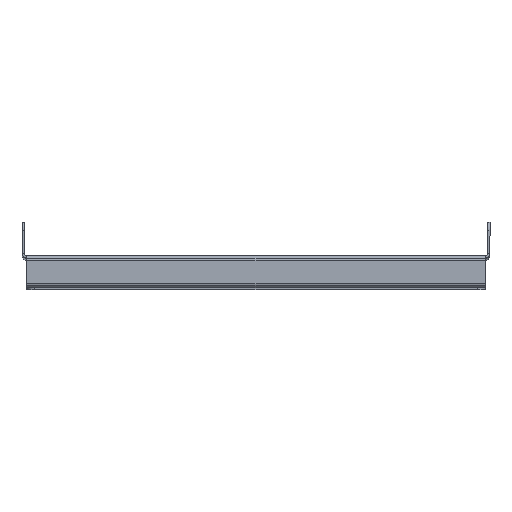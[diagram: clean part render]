
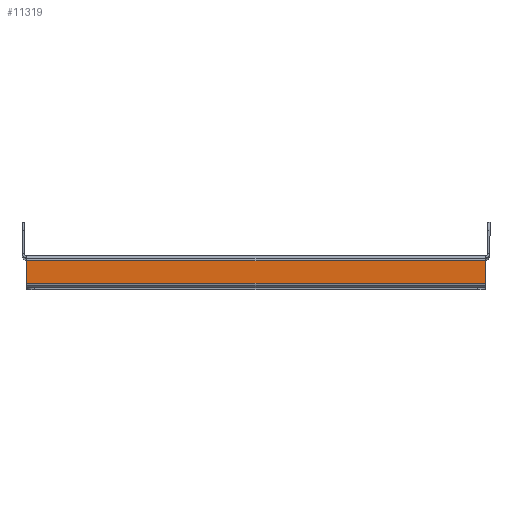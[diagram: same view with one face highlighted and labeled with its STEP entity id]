
A CAD part, top view. The second image highlights one B-rep face of the part: STEP entity #11319.
In plain terms, the highlighted planar face has unit normal (0, 0, 1).
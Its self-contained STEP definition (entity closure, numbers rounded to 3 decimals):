
#313 = CARTESIAN_POINT ( 'NONE',  ( -143., -3., 348.5 ) ) ;
#721 = LINE ( 'NONE', #11050, #2417 ) ;
#1584 = DIRECTION ( 'NONE',  ( 0., 1., 0. ) ) ;
#1955 = DIRECTION ( 'NONE',  ( 0., 0., 1. ) ) ;
#2024 = CARTESIAN_POINT ( 'NONE',  ( 0., 0., 348.5 ) ) ;
#2233 = CARTESIAN_POINT ( 'NONE',  ( 143., -3., 348.5 ) ) ;
#2417 = VECTOR ( 'NONE', #7987, 1000. ) ;
#2509 = CARTESIAN_POINT ( 'NONE',  ( -143., -17., 348.5 ) ) ;
#2619 = ORIENTED_EDGE ( 'NONE', *, *, #7102, .F. ) ;
#2866 = ORIENTED_EDGE ( 'NONE', *, *, #3587, .T. ) ;
#2932 = CARTESIAN_POINT ( 'NONE',  ( -143., -24.243, 348.5 ) ) ;
#3170 = DIRECTION ( 'NONE',  ( 0., -1., 0. ) ) ;
#3210 = VECTOR ( 'NONE', #9541, 1000. ) ;
#3416 = EDGE_CURVE ( 'NONE', #13062, #8726, #10926, .T. ) ;
#3587 = EDGE_CURVE ( 'NONE', #8726, #10993, #721, .T. ) ;
#5235 = ORIENTED_EDGE ( 'NONE', *, *, #12624, .T. ) ;
#5365 = ORIENTED_EDGE ( 'NONE', *, *, #3416, .T. ) ;
#5409 = EDGE_LOOP ( 'NONE', ( #2619, #5365, #2866, #5235 ) ) ;
#6411 = LINE ( 'NONE', #8256, #3210 ) ;
#6523 = VECTOR ( 'NONE', #1584, 1000. ) ;
#7099 = CARTESIAN_POINT ( 'NONE',  ( 143., -17., 348.5 ) ) ;
#7102 = EDGE_CURVE ( 'NONE', #13062, #12203, #7962, .T. ) ;
#7577 = DIRECTION ( 'NONE',  ( 1., 0., 0. ) ) ;
#7962 = LINE ( 'NONE', #2932, #6523 ) ;
#7987 = DIRECTION ( 'NONE',  ( 0., 1., 0. ) ) ;
#8256 = CARTESIAN_POINT ( 'NONE',  ( 0., -3., 348.5 ) ) ;
#8271 = FACE_OUTER_BOUND ( 'NONE', #5409, .T. ) ;
#8726 = VERTEX_POINT ( 'NONE', #7099 ) ;
#9541 = DIRECTION ( 'NONE',  ( -1., 0., 0. ) ) ;
#10926 = LINE ( 'NONE', #13017, #12599 ) ;
#10993 = VERTEX_POINT ( 'NONE', #2233 ) ;
#11050 = CARTESIAN_POINT ( 'NONE',  ( 143., -24.243, 348.5 ) ) ;
#11319 = ADVANCED_FACE ( 'NONE', ( #8271 ), #12407, .T. ) ;
#12203 = VERTEX_POINT ( 'NONE', #313 ) ;
#12407 = PLANE ( 'NONE',  #13163 ) ;
#12599 = VECTOR ( 'NONE', #7577, 1000. ) ;
#12624 = EDGE_CURVE ( 'NONE', #10993, #12203, #6411, .T. ) ;
#13017 = CARTESIAN_POINT ( 'NONE',  ( -146., -17., 348.5 ) ) ;
#13062 = VERTEX_POINT ( 'NONE', #2509 ) ;
#13163 = AXIS2_PLACEMENT_3D ( 'NONE', #2024, #1955, #3170 ) ;
